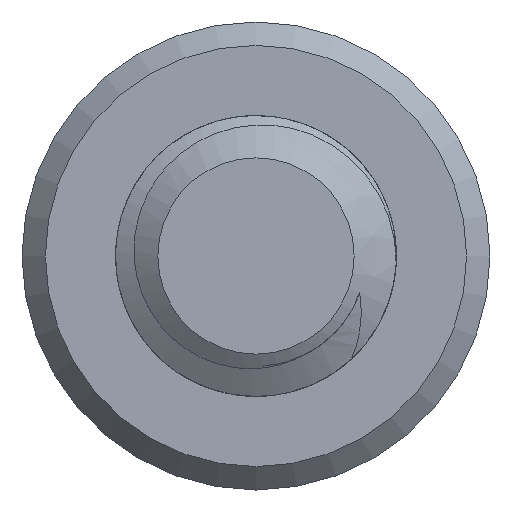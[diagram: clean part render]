
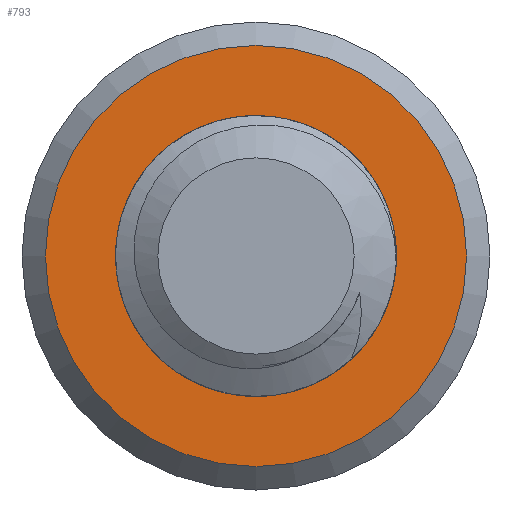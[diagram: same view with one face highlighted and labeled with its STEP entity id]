
A CAD part, left-side view. The second image highlights one B-rep face of the part: STEP entity #793.
In plain terms, the highlighted planar face has unit normal (-1, 0, 0).
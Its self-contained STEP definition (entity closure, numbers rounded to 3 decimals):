
#20=FACE_BOUND('',#133,.T.);
#23=PLANE('',#870);
#83=FACE_OUTER_BOUND('',#132,.T.);
#132=EDGE_LOOP('',(#686));
#133=EDGE_LOOP('',(#687,#688,#689,#690));
#146=CIRCLE('',#822,3.);
#150=CIRCLE('',#850,4.5);
#156=CIRCLE('',#861,2.35);
#217=B_SPLINE_CURVE_WITH_KNOTS('',3,(#3308,#3309,#3310,#3311,#3312,#3313,
#3314,#3315,#3316,#3317,#3318,#3319,#3320,#3321,#3322,#3323,#3324,#3325),
 .UNSPECIFIED.,.F.,.F.,(4,2,2,2,2,2,2,2,4),(0.,0.063,0.123,
0.214,0.337,0.493,0.643,
0.689,0.721),.UNSPECIFIED.);
#218=B_SPLINE_CURVE_WITH_KNOTS('',3,(#3688,#3689,#3690,#3691,#3692,#3693,
#3694,#3695,#3696,#3697,#3698,#3699,#3700,#3701,#3702,#3703,#3704,#3705),
 .UNSPECIFIED.,.F.,.F.,(4,2,2,2,2,2,2,2,4),(0.,0.084,0.161,
0.268,0.31,0.377,0.449,
0.51,0.597),.UNSPECIFIED.);
#301=VERTEX_POINT('',#1060);
#302=VERTEX_POINT('',#1073);
#353=VERTEX_POINT('',#2831);
#362=VERTEX_POINT('',#2902);
#363=VERTEX_POINT('',#2915);
#376=EDGE_CURVE('',#301,#302,#146,.T.);
#451=EDGE_CURVE('',#353,#353,#150,.T.);
#465=EDGE_CURVE('',#363,#362,#156,.T.);
#469=EDGE_CURVE('',#362,#302,#217,.T.);
#470=EDGE_CURVE('',#301,#363,#218,.T.);
#686=ORIENTED_EDGE('',*,*,#451,.T.);
#687=ORIENTED_EDGE('',*,*,#376,.F.);
#688=ORIENTED_EDGE('',*,*,#470,.T.);
#689=ORIENTED_EDGE('',*,*,#465,.T.);
#690=ORIENTED_EDGE('',*,*,#469,.T.);
#793=ADVANCED_FACE('',(#83,#20),#23,.F.);
#822=AXIS2_PLACEMENT_3D('',#1074,#891,#892);
#850=AXIS2_PLACEMENT_3D('',#2833,#971,#972);
#861=AXIS2_PLACEMENT_3D('',#2916,#996,#997);
#870=AXIS2_PLACEMENT_3D('',#3717,#1014,#1015);
#891=DIRECTION('center_axis',(-1.,0.,0.));
#892=DIRECTION('ref_axis',(0.,0.,1.));
#971=DIRECTION('center_axis',(-1.,0.,0.));
#972=DIRECTION('ref_axis',(0.,0.,-1.));
#996=DIRECTION('center_axis',(1.,0.,0.));
#997=DIRECTION('ref_axis',(0.,0.,1.));
#1014=DIRECTION('center_axis',(1.,0.,0.));
#1015=DIRECTION('ref_axis',(0.,0.,-1.));
#1060=CARTESIAN_POINT('',(12.,3.,0.));
#1073=CARTESIAN_POINT('',(12.,2.141,-2.102));
#1074=CARTESIAN_POINT('Origin',(12.,0.,0.));
#2831=CARTESIAN_POINT('',(12.,0.,4.5));
#2833=CARTESIAN_POINT('Origin',(12.,0.,0.));
#2902=CARTESIAN_POINT('',(12.,-2.35,0.));
#2915=CARTESIAN_POINT('',(12.,-1.677,1.647));
#2916=CARTESIAN_POINT('Origin',(12.,0.,0.));
#3308=CARTESIAN_POINT('Ctrl Pts',(12.,-2.35,0.));
#3309=CARTESIAN_POINT('Ctrl Pts',(12.,-2.373,-0.207));
#3310=CARTESIAN_POINT('Ctrl Pts',(12.,-2.368,-0.417));
#3311=CARTESIAN_POINT('Ctrl Pts',(12.,-2.309,-0.822));
#3312=CARTESIAN_POINT('Ctrl Pts',(12.,-2.256,-1.016));
#3313=CARTESIAN_POINT('Ctrl Pts',(12.,-2.065,-1.484));
#3314=CARTESIAN_POINT('Ctrl Pts',(12.,-1.898,-1.742));
#3315=CARTESIAN_POINT('Ctrl Pts',(12.,-1.408,-2.262));
#3316=CARTESIAN_POINT('Ctrl Pts',(12.,-1.095,-2.446));
#3317=CARTESIAN_POINT('Ctrl Pts',(12.,-0.516,-2.703));
#3318=CARTESIAN_POINT('Ctrl Pts',(12.,-0.168,-2.784));
#3319=CARTESIAN_POINT('Ctrl Pts',(12.,0.526,-2.809));
#3320=CARTESIAN_POINT('Ctrl Pts',(12.,0.864,-2.758));
#3321=CARTESIAN_POINT('Ctrl Pts',(12.,1.284,-2.614));
#3322=CARTESIAN_POINT('Ctrl Pts',(12.,1.472,-2.544));
#3323=CARTESIAN_POINT('Ctrl Pts',(12.,1.854,-2.323));
#3324=CARTESIAN_POINT('Ctrl Pts',(12.,2.002,-2.219));
#3325=CARTESIAN_POINT('Ctrl Pts',(12.,2.141,-2.102));
#3688=CARTESIAN_POINT('Ctrl Pts',(12.,3.,0.));
#3689=CARTESIAN_POINT('Ctrl Pts',(12.,2.977,0.279));
#3690=CARTESIAN_POINT('Ctrl Pts',(12.,2.912,0.554));
#3691=CARTESIAN_POINT('Ctrl Pts',(12.,2.715,1.051));
#3692=CARTESIAN_POINT('Ctrl Pts',(12.,2.59,1.274));
#3693=CARTESIAN_POINT('Ctrl Pts',(12.,2.221,1.763));
#3694=CARTESIAN_POINT('Ctrl Pts',(12.,1.954,2.006));
#3695=CARTESIAN_POINT('Ctrl Pts',(12.,1.528,2.265));
#3696=CARTESIAN_POINT('Ctrl Pts',(12.,1.374,2.347));
#3697=CARTESIAN_POINT('Ctrl Pts',(12.,0.906,2.525));
#3698=CARTESIAN_POINT('Ctrl Pts',(12.,0.6,2.582));
#3699=CARTESIAN_POINT('Ctrl Pts',(12.,-0.034,2.584));
#3700=CARTESIAN_POINT('Ctrl Pts',(12.,-0.358,2.522));
#3701=CARTESIAN_POINT('Ctrl Pts',(12.,-0.92,2.298));
#3702=CARTESIAN_POINT('Ctrl Pts',(12.,-1.109,2.173));
#3703=CARTESIAN_POINT('Ctrl Pts',(12.,-1.398,1.961));
#3704=CARTESIAN_POINT('Ctrl Pts',(12.,-1.549,1.813));
#3705=CARTESIAN_POINT('Ctrl Pts',(12.,-1.677,1.647));
#3717=CARTESIAN_POINT('Origin',(12.,0.,0.));
